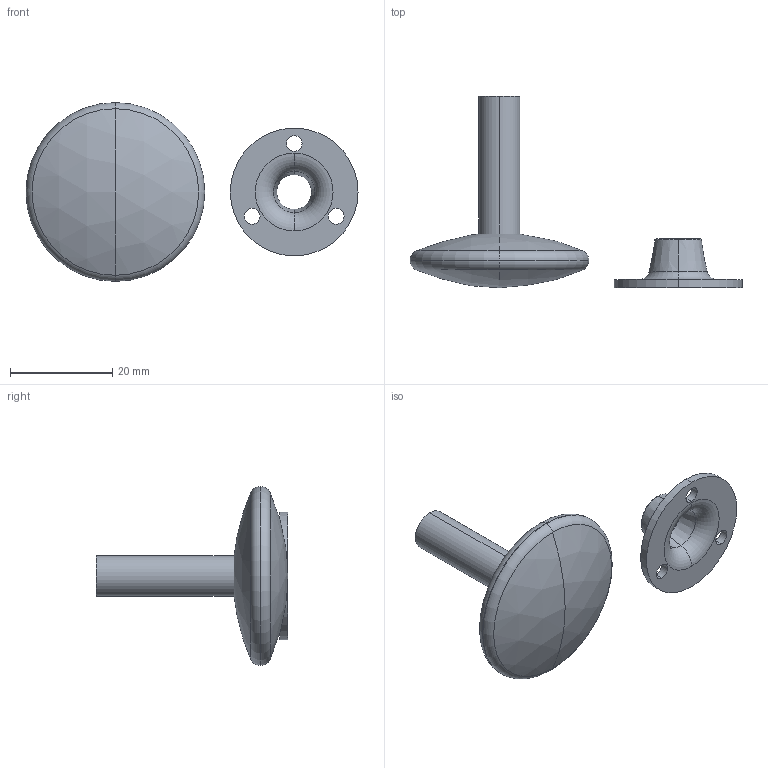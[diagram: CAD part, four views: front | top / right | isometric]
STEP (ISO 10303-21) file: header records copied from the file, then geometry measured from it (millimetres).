
FILE_DESCRIPTION (( 'STEP AP203' ), '1' );
FILE_NAME ('KC-27-3.STEP', '2020-05-28T02:15:45', ( '' ), ( '' ), 'SwSTEP 2.0', 'SolidWorks 2018', '' );
FILE_SCHEMA (( 'CONFIG_CONTROL_DESIGN' ));
Length unit declared in the file: millimetre
Products named in the file (3): KC-27-3; KC-27-3受座_; KC-27-3本体_
Assembly tree (2 placements, depth 2):
  KC-27-3
    KC-27-3本体_
    KC-27-3受座_
Bounding box: 65 x 37.5 x 35 mm (x, y, z)
Volume: 8732.5 mm3; surface area: 4342.4 mm2
Topology: 2 solids, 2 shells, 36 faces, 76 edges, 45 vertices
Faces by surface type: cylinder 14, torus 8, cone 6, sphere 4, plane 4
Entity records: 1301 total; most frequent: DIRECTION 214, CARTESIAN_POINT 162, ORIENTED_EDGE 152, AXIS2_PLACEMENT_3D 97, EDGE_CURVE 76, CIRCLE 56, EDGE_LOOP 45, VERTEX_POINT 45
